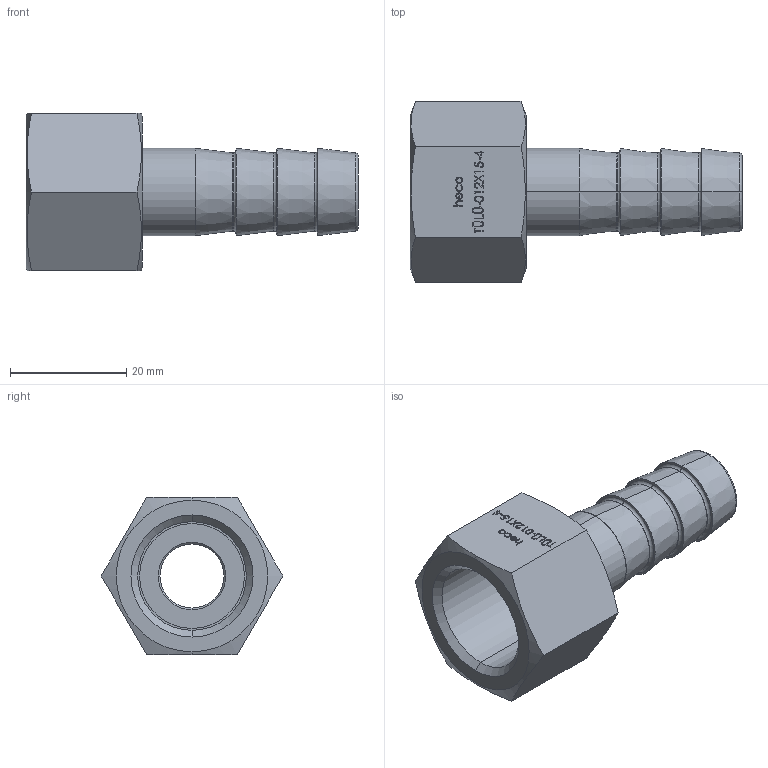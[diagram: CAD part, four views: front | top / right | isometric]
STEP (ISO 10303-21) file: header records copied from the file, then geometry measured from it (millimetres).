
FILE_DESCRIPTION (( 'STEP AP214' ), '1' );
FILE_NAME ('TÜLÜ-012X15-x Schlauchtülle mit Ü-Mutter.STEP', '2018-07-02T10:02:59', ( '' ), ( '' ), 'SwSTEP 2.0', 'SolidWorks 2016', '' );
FILE_SCHEMA (( 'AUTOMOTIVE_DESIGN' ));
Length unit declared in the file: millimetre
Products named in the file (1): TÜLÜ-012X15-x Schlauchtülle mit Ü-Mutter
Bounding box: 57 x 31.18 x 27 mm (x, y, z)
Volume: 10460.9 mm3; surface area: 7563.7 mm2
Topology: 2 solids, 2 shells, 271 faces, 684 edges, 444 vertices
Faces by surface type: plane 133, bspline 88, cone 24, torus 16, cylinder 10
Entity records: 14920 total; most frequent: CARTESIAN_POINT 6676, ORIENTED_EDGE 1368, DIRECTION 936, EDGE_CURVE 684, VERTEX_POINT 444, LINE 416, VECTOR 416, EDGE_LOOP 302
